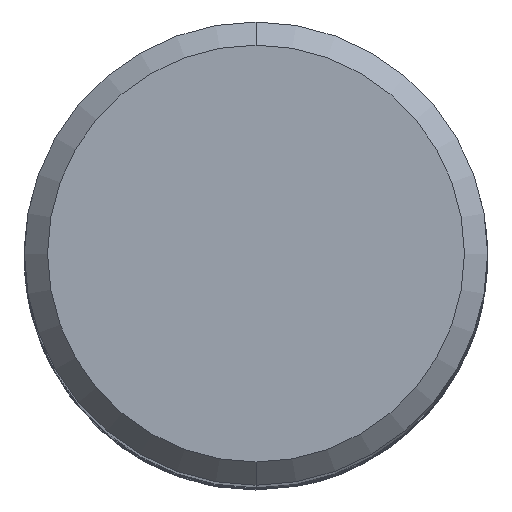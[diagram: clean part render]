
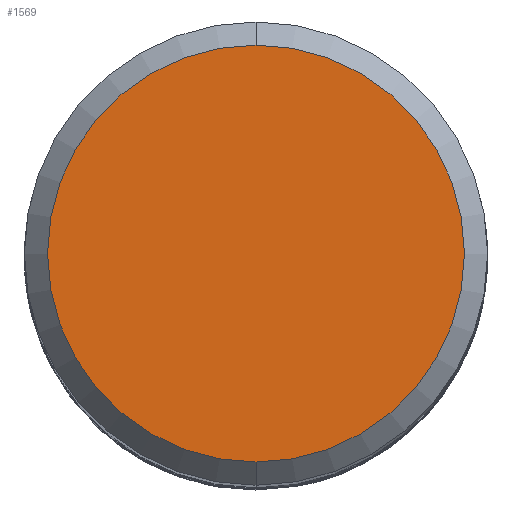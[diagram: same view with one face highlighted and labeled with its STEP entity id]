
A CAD part, top view. The second image highlights one B-rep face of the part: STEP entity #1569.
In plain terms, the highlighted planar face has unit normal (0, 0, 1).
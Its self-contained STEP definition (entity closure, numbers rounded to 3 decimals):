
#1569=ADVANCED_FACE('',(#3637),#3638,.T.);
#1973=VERTEX_POINT('',#4072);
#2173=EDGE_CURVE('',#1973,#2431,#4286,.T.);
#2431=VERTEX_POINT('',#4579);
#2493=EDGE_CURVE('',#2431,#1973,#4647,.T.);
#3637=FACE_OUTER_BOUND('',#12528,.T.);
#3638=PLANE('',#12529);
#4072=CARTESIAN_POINT('',(0.0,9.0,0.0));
#4286=CIRCLE('',#20492,9.0);
#4579=CARTESIAN_POINT('',(0.,-9.0,0.0));
#4647=CIRCLE('',#26920,9.0);
#12528=EDGE_LOOP('',(#35692,#35693));
#12529=AXIS2_PLACEMENT_3D('',#35694,#35695,#35696);
#20492=AXIS2_PLACEMENT_3D('',#36190,#36191,#36192);
#26920=AXIS2_PLACEMENT_3D('',#36639,#36640,#36641);
#35692=ORIENTED_EDGE('',*,*,#2173,.F.);
#35693=ORIENTED_EDGE('',*,*,#2493,.F.);
#35694=CARTESIAN_POINT('',(0.0,4.5,0.0));
#35695=DIRECTION('',(-0.0,0.0,1.0));
#35696=DIRECTION('',(0.0,-1.0,0.0));
#36190=CARTESIAN_POINT('',(0.0,0.0,0.0));
#36191=DIRECTION('',(0.0,0.0,-1.0));
#36192=DIRECTION('',(0.0,1.0,0.0));
#36639=CARTESIAN_POINT('',(0.0,0.0,0.0));
#36640=DIRECTION('',(0.0,0.0,-1.0));
#36641=DIRECTION('',(0.0,1.0,0.0));
